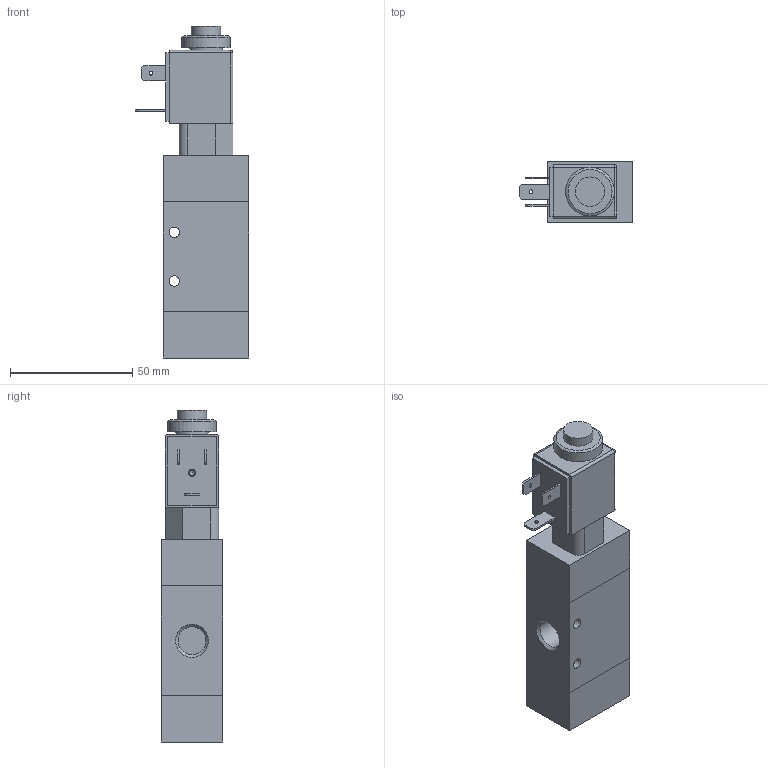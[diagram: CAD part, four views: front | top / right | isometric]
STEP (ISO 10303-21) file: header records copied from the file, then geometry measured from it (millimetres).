
FILE_DESCRIPTION((''),'2;1');
FILE_NAME('484_32_0_12_M#.stp','2006-11-25T09:17:15',('rivolro1'),(''),'Autodesk Inventor 11','Autodesk Inventor 11','');
FILE_SCHEMA(('AUTOMOTIVE_DESIGN { 1 0 10303 214 1 1 1 1 }'));
Length unit declared in the file: millimetre
Products named in the file (3): 484_32_0_12_M#; MB
Assembly tree (2 placements, depth 2):
  484_32_0_12_M#
    484_32_0_12_M#
    MB
Bounding box: 46.5 x 25 x 136 mm (x, y, z)
Volume: 94741.8 mm3; surface area: 21896.4 mm2
Topology: 2 solids, 2 shells, 109 faces, 240 edges, 155 vertices
Faces by surface type: plane 65, cylinder 21, bspline 19, cone 2, sphere 2
Full cylindrical faces by diameter (mm): 4.25 x2, 7.4 x1, 7.8 x1, 8 x1, 8.2 x1, 9.8 x1, 10.1 x1, 10.2 x1, 10.7 x1, 12 x1, 13.5 x1, 16.2 x1, 20 x1
Entity records: 3072 total; most frequent: CARTESIAN_POINT 722, DIRECTION 459, ORIENTED_EDGE 408, EDGE_CURVE 204, EDGE_LOOP 173, AXIS2_PLACEMENT_3D 160, VERTEX_POINT 151, VECTOR 139
